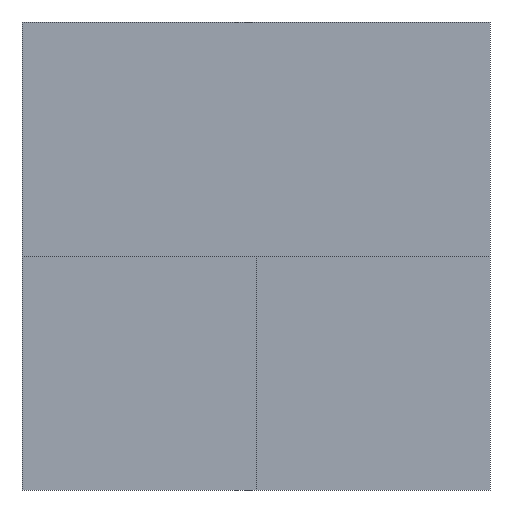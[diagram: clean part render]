
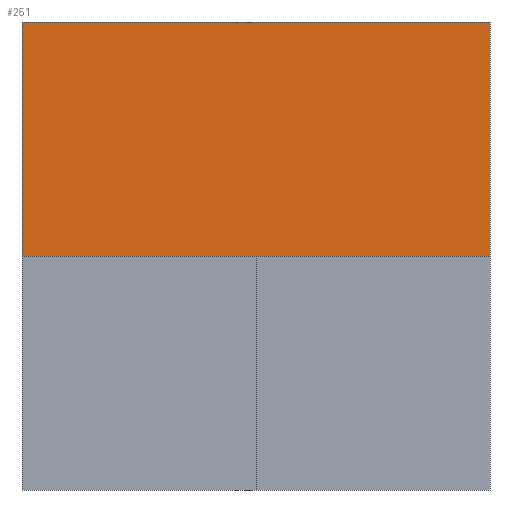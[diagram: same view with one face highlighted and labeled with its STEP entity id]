
A CAD part, front view. The second image highlights one B-rep face of the part: STEP entity #251.
In plain terms, the highlighted planar face has unit normal (0, -1, 0).
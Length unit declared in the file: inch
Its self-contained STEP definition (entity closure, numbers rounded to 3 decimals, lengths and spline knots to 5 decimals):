
#27=FACE_OUTER_BOUND($,#41,.T.);
#41=EDGE_LOOP($,(#181,#182,#183,#184,#185));
#55=LINE($,#350,#87);
#57=LINE($,#355,#89);
#62=LINE($,#365,#94);
#63=LINE($,#367,#95);
#64=LINE($,#368,#96);
#87=VECTOR($,#286,0.75);
#89=VECTOR($,#290,0.75);
#94=VECTOR($,#299,0.75);
#95=VECTOR($,#300,1.5);
#96=VECTOR($,#301,0.75);
#117=VERTEX_POINT($,#344);
#119=VERTEX_POINT($,#348);
#121=VERTEX_POINT($,#353);
#124=VERTEX_POINT($,#364);
#125=VERTEX_POINT($,#366);
#139=EDGE_CURVE($,#117,#119,#55,.T.);
#141=EDGE_CURVE($,#121,#119,#57,.T.);
#146=EDGE_CURVE($,#117,#124,#62,.T.);
#147=EDGE_CURVE($,#125,#121,#63,.T.);
#148=EDGE_CURVE($,#124,#125,#64,.T.);
#181=ORIENTED_EDGE($,*,*,#146,.F.);
#182=ORIENTED_EDGE($,*,*,#139,.T.);
#183=ORIENTED_EDGE($,*,*,#141,.F.);
#184=ORIENTED_EDGE($,*,*,#147,.F.);
#185=ORIENTED_EDGE($,*,*,#148,.F.);
#237=PLANE($,#268);
#251=ADVANCED_FACE($,(#27),#237,.T.);
#268=AXIS2_PLACEMENT_3D($,#363,#297,#298);
#286=DIRECTION($,(1.,0.,0.));
#290=DIRECTION($,(0.,0.,-1.));
#297=DIRECTION('center_axis',(0.,-1.,0.));
#298=DIRECTION('ref_axis',(1.,0.,0.));
#299=DIRECTION($,(-1.,0.,0.));
#300=DIRECTION($,(1.,0.,0.));
#301=DIRECTION($,(0.,0.,1.));
#344=CARTESIAN_POINT('',(0.75,0.4353,0.23846));
#348=CARTESIAN_POINT('',(1.5,0.4353,0.23846));
#350=CARTESIAN_POINT($,(0.75,0.4353,0.23846));
#353=CARTESIAN_POINT('',(1.5,0.4353,0.98846));
#355=CARTESIAN_POINT($,(1.5,0.4353,0.98846));
#363=CARTESIAN_POINT('Origin',(0.,0.4353,0.23846));
#364=CARTESIAN_POINT('',(0.,0.4353,0.23846));
#365=CARTESIAN_POINT($,(0.,0.4353,0.23846));
#366=CARTESIAN_POINT('',(0.,0.4353,0.98846));
#367=CARTESIAN_POINT($,(0.,0.4353,0.98846));
#368=CARTESIAN_POINT($,(0.,0.4353,0.23846));
